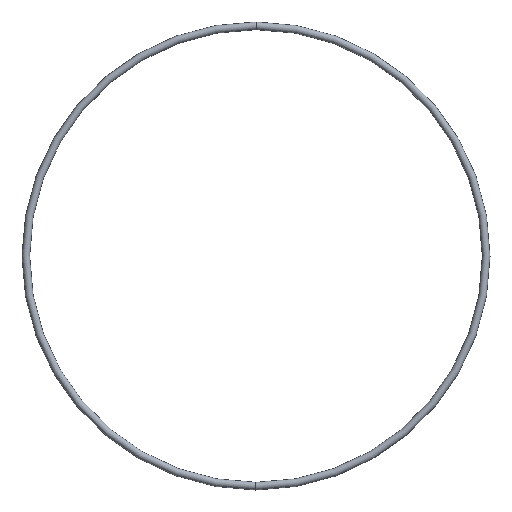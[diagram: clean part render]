
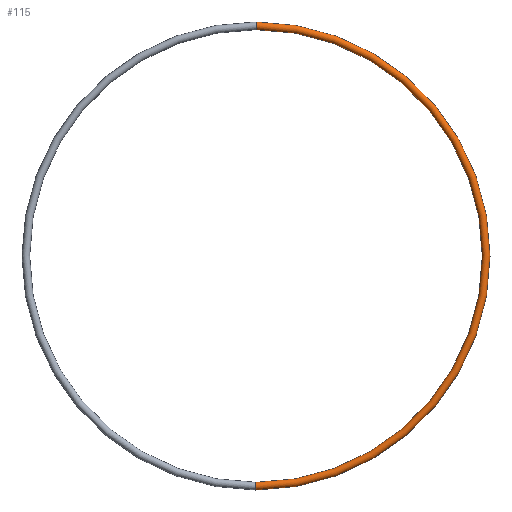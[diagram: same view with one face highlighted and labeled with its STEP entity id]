
A CAD part, left-side view. The second image highlights one B-rep face of the part: STEP entity #115.
In plain terms, the highlighted toroidal (fillet/blend) face has major radius 208.995 mm and minor radius 3.495 mm.
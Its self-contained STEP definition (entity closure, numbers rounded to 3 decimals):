
#2 = CIRCLE ( 'NONE', #142, 205.5 ) ;
#10 = ORIENTED_EDGE ( 'NONE', *, *, #138, .F. ) ;
#12 = FACE_OUTER_BOUND ( 'NONE', #17, .T. ) ;
#14 = TOROIDAL_SURFACE ( 'NONE', #141, 208.995, 3.495 ) ;
#17 = EDGE_LOOP ( 'NONE', ( #10, #24, #29, #23 ) ) ;
#23 = ORIENTED_EDGE ( 'NONE', *, *, #133, .F. ) ;
#24 = ORIENTED_EDGE ( 'NONE', *, *, #135, .T. ) ;
#29 = ORIENTED_EDGE ( 'NONE', *, *, #136, .T. ) ;
#65 = DIRECTION ( 'NONE',  ( 0., 0., 1. ) ) ;
#66 = DIRECTION ( 'NONE',  ( 0., 1., 0. ) ) ;
#68 = CARTESIAN_POINT ( 'NONE',  ( 0., 0., -208.995 ) ) ;
#72 = DIRECTION ( 'NONE',  ( 0., 0., -1. ) ) ;
#73 = DIRECTION ( 'NONE',  ( 0., -1., 0. ) ) ;
#74 = CARTESIAN_POINT ( 'NONE',  ( 0., 0., 208.995 ) ) ;
#75 = DIRECTION ( 'NONE',  ( 0., 0., 1. ) ) ;
#76 = DIRECTION ( 'NONE',  ( -1., 0., 0. ) ) ;
#78 = DIRECTION ( 'NONE',  ( 0., 0., 1. ) ) ;
#79 = DIRECTION ( 'NONE',  ( -1., 0., 0. ) ) ;
#80 = CARTESIAN_POINT ( 'NONE',  ( 0., 0., 0. ) ) ;
#83 = CARTESIAN_POINT ( 'NONE',  ( 0., 0., 0. ) ) ;
#89 = DIRECTION ( 'NONE',  ( 0., 0., 1. ) ) ;
#90 = CARTESIAN_POINT ( 'NONE',  ( 0., 0., 0. ) ) ;
#94 = DIRECTION ( 'NONE',  ( -1., 0., 0. ) ) ;
#95 = CARTESIAN_POINT ( 'NONE',  ( 0., 0., 212.49 ) ) ;
#103 = CARTESIAN_POINT ( 'NONE',  ( 0., 0., 205.5 ) ) ;
#104 = VERTEX_POINT ( 'NONE', #107 ) ;
#105 = VERTEX_POINT ( 'NONE', #111 ) ;
#106 = VERTEX_POINT ( 'NONE', #95 ) ;
#107 = CARTESIAN_POINT ( 'NONE',  ( 0., 0., -205.5 ) ) ;
#108 = VERTEX_POINT ( 'NONE', #103 ) ;
#111 = CARTESIAN_POINT ( 'NONE',  ( 0., 0., -212.49 ) ) ;
#115 = ADVANCED_FACE ( 'NONE', ( #12 ), #14, .T. ) ;
#118 = CIRCLE ( 'NONE', #147, 212.49 ) ;
#119 = CIRCLE ( 'NONE', #146, 3.495 ) ;
#121 = CIRCLE ( 'NONE', #148, 3.495 ) ;
#133 = EDGE_CURVE ( 'NONE', #104, #108, #2, .T. ) ;
#135 = EDGE_CURVE ( 'NONE', #105, #106, #118, .T. ) ;
#136 = EDGE_CURVE ( 'NONE', #106, #108, #119, .T. ) ;
#138 = EDGE_CURVE ( 'NONE', #105, #104, #121, .T. ) ;
#141 = AXIS2_PLACEMENT_3D ( 'NONE', #90, #94, #89 ) ;
#142 = AXIS2_PLACEMENT_3D ( 'NONE', #80, #79, #78 ) ;
#146 = AXIS2_PLACEMENT_3D ( 'NONE', #74, #73, #72 ) ;
#147 = AXIS2_PLACEMENT_3D ( 'NONE', #83, #76, #75 ) ;
#148 = AXIS2_PLACEMENT_3D ( 'NONE', #68, #66, #65 ) ;
